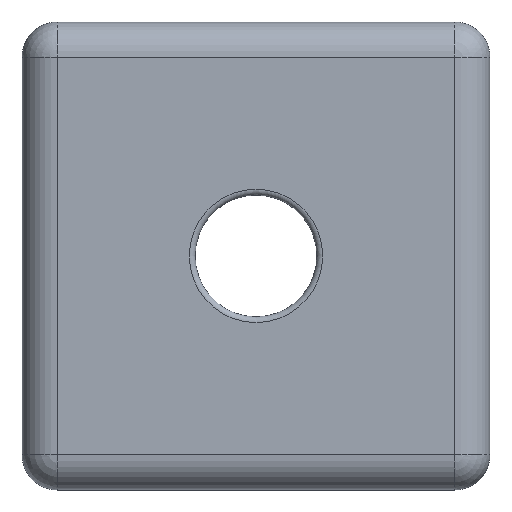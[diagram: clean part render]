
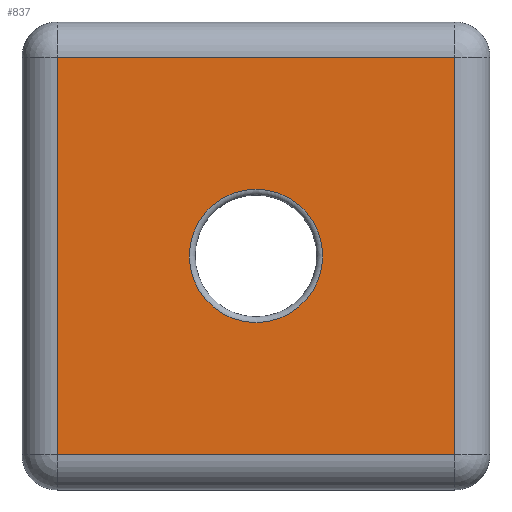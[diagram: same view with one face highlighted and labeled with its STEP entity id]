
A CAD part, top view. The second image highlights one B-rep face of the part: STEP entity #837.
In plain terms, the highlighted planar face has unit normal (0, 0, 1).
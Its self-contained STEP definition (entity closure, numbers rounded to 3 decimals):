
#25=FACE_BOUND('',#146,.T.);
#43=PLANE('',#957);
#87=FACE_OUTER_BOUND('',#145,.T.);
#145=EDGE_LOOP('',(#689,#690,#691,#692));
#146=EDGE_LOOP('',(#693));
#204=LINE('',#1463,#261);
#205=LINE('',#1465,#262);
#206=LINE('',#1467,#263);
#207=LINE('',#1468,#264);
#261=VECTOR('',#1195,10.);
#262=VECTOR('',#1196,10.);
#263=VECTOR('',#1197,10.);
#264=VECTOR('',#1198,10.);
#325=CIRCLE('',#953,5.7);
#398=VERTEX_POINT('',#1453);
#400=VERTEX_POINT('',#1461);
#401=VERTEX_POINT('',#1462);
#402=VERTEX_POINT('',#1464);
#403=VERTEX_POINT('',#1466);
#500=EDGE_CURVE('',#398,#398,#325,.T.);
#504=EDGE_CURVE('',#400,#401,#204,.T.);
#505=EDGE_CURVE('',#402,#400,#205,.T.);
#506=EDGE_CURVE('',#403,#402,#206,.T.);
#507=EDGE_CURVE('',#401,#403,#207,.T.);
#689=ORIENTED_EDGE('',*,*,#504,.F.);
#690=ORIENTED_EDGE('',*,*,#505,.F.);
#691=ORIENTED_EDGE('',*,*,#506,.F.);
#692=ORIENTED_EDGE('',*,*,#507,.F.);
#693=ORIENTED_EDGE('',*,*,#500,.F.);
#837=ADVANCED_FACE('',(#87,#25),#43,.T.);
#953=AXIS2_PLACEMENT_3D('',#1454,#1184,#1185);
#957=AXIS2_PLACEMENT_3D('',#1460,#1193,#1194);
#1184=DIRECTION('center_axis',(0.,0.,1.));
#1185=DIRECTION('ref_axis',(-1.,0.,0.));
#1193=DIRECTION('center_axis',(0.,0.,1.));
#1194=DIRECTION('ref_axis',(1.,0.,0.));
#1195=DIRECTION('',(1.,0.,0.));
#1196=DIRECTION('',(0.,1.,0.));
#1197=DIRECTION('',(-1.,0.,0.));
#1198=DIRECTION('',(0.,-1.,0.));
#1453=CARTESIAN_POINT('',(5.7,0.,4.));
#1454=CARTESIAN_POINT('Origin',(0.,0.,4.));
#1460=CARTESIAN_POINT('Origin',(0.,0.,
4.));
#1461=CARTESIAN_POINT('',(-17.,17.,4.));
#1462=CARTESIAN_POINT('',(17.,17.,4.));
#1463=CARTESIAN_POINT('',(-10.,17.,4.));
#1464=CARTESIAN_POINT('',(-17.,-17.,4.));
#1465=CARTESIAN_POINT('',(-17.,-10.,4.));
#1466=CARTESIAN_POINT('',(17.,-17.,4.));
#1467=CARTESIAN_POINT('',(10.,-17.,4.));
#1468=CARTESIAN_POINT('',(17.,10.,4.));
